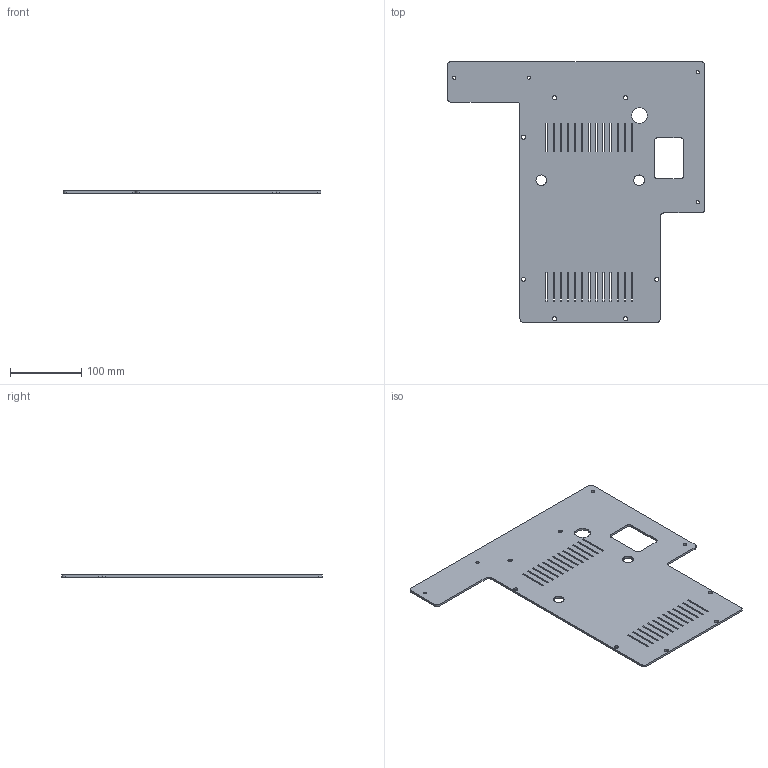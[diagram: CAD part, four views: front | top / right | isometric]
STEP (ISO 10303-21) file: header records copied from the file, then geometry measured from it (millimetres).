
FILE_DESCRIPTION (( 'STEP AP203' ), '1' );
FILE_NAME ('20-019462.step', '2022-03-22T14:02:33', ( '' ), ( '' ), 'SwSTEP 2.0', 'SolidWorks 2021', '' );
FILE_SCHEMA (( 'CONFIG_CONTROL_DESIGN' ));
Length unit declared in the file: millimetre
Products named in the file (1): 20-019462
Bounding box: 362.5 x 367 x 3 mm (x, y, z)
Volume: 258665.1 mm3; surface area: 184934.1 mm2
Topology: 1 solids, 1 shells, 158 faces, 468 edges, 312 vertices
Faces by surface type: plane 118, cylinder 40
Entity records: 5493 total; most frequent: CARTESIAN_POINT 939, ORIENTED_EDGE 936, DIRECTION 866, EDGE_CURVE 468, VECTOR 388, LINE 388, VERTEX_POINT 312, EDGE_LOOP 240
